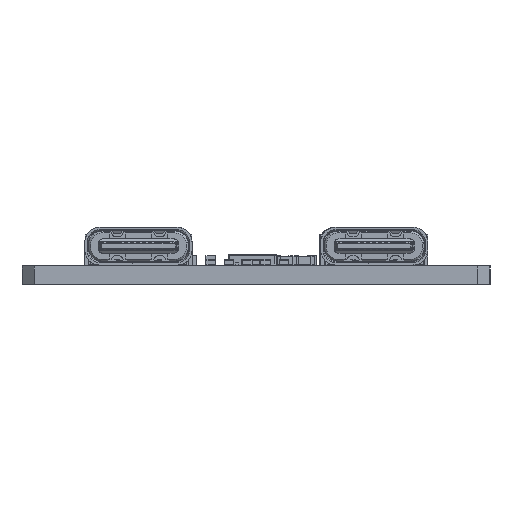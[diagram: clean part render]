
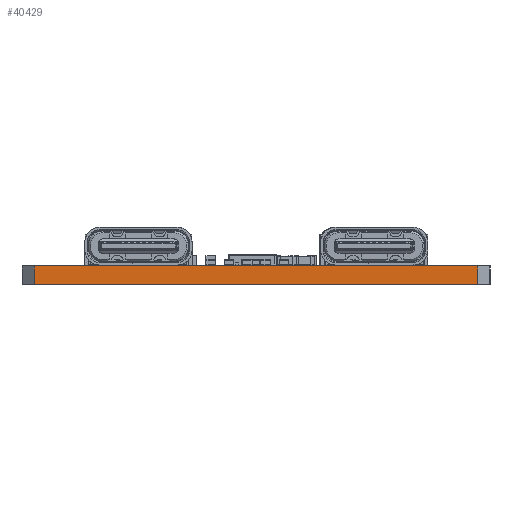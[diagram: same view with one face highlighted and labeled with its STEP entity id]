
A CAD part, left-side view. The second image highlights one B-rep face of the part: STEP entity #40429.
In plain terms, the highlighted planar face has unit normal (-1, 0, 0).
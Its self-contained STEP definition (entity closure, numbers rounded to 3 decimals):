
#34918 = VERTEX_POINT('',#34919);
#34919 = CARTESIAN_POINT('',(118.99,-134.977,0.));
#34925 = EDGE_CURVE('',#34918,#34926,#34928,.T.);
#34926 = VERTEX_POINT('',#34927);
#34927 = CARTESIAN_POINT('',(118.99,-97.977,0.));
#34928 = LINE('',#34929,#34930);
#34929 = CARTESIAN_POINT('',(118.99,-134.977,0.));
#34930 = VECTOR('',#34931,1.);
#34931 = DIRECTION('',(0.,1.,0.));
#37647 = VERTEX_POINT('',#37648);
#37648 = CARTESIAN_POINT('',(118.99,-134.977,1.58));
#37654 = EDGE_CURVE('',#37647,#37655,#37657,.T.);
#37655 = VERTEX_POINT('',#37656);
#37656 = CARTESIAN_POINT('',(118.99,-97.977,1.58));
#37657 = LINE('',#37658,#37659);
#37658 = CARTESIAN_POINT('',(118.99,-134.977,1.58));
#37659 = VECTOR('',#37660,1.);
#37660 = DIRECTION('',(0.,1.,0.));
#40399 = EDGE_CURVE('',#34926,#37655,#40400,.T.);
#40400 = LINE('',#40401,#40402);
#40401 = CARTESIAN_POINT('',(118.99,-97.977,0.));
#40402 = VECTOR('',#40403,1.);
#40403 = DIRECTION('',(0.,0.,1.));
#40418 = EDGE_CURVE('',#34918,#37647,#40419,.T.);
#40419 = LINE('',#40420,#40421);
#40420 = CARTESIAN_POINT('',(118.99,-134.977,0.));
#40421 = VECTOR('',#40422,1.);
#40422 = DIRECTION('',(0.,0.,1.));
#40429 = ADVANCED_FACE('',(#40430),#40436,.T.);
#40430 = FACE_BOUND('',#40431,.T.);
#40431 = EDGE_LOOP('',(#40432,#40433,#40434,#40435));
#40432 = ORIENTED_EDGE('',*,*,#40418,.T.);
#40433 = ORIENTED_EDGE('',*,*,#37654,.T.);
#40434 = ORIENTED_EDGE('',*,*,#40399,.F.);
#40435 = ORIENTED_EDGE('',*,*,#34925,.F.);
#40436 = PLANE('',#40437);
#40437 = AXIS2_PLACEMENT_3D('',#40438,#40439,#40440);
#40438 = CARTESIAN_POINT('',(118.99,-134.977,0.));
#40439 = DIRECTION('',(-1.,0.,0.));
#40440 = DIRECTION('',(0.,1.,0.));
